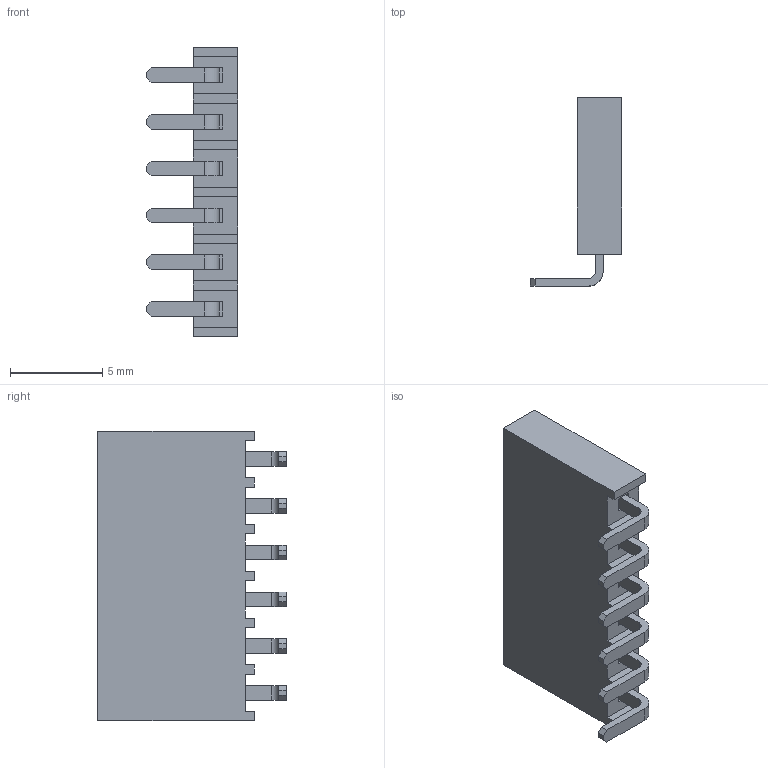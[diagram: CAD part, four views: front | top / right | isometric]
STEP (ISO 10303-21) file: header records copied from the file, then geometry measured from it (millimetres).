
FILE_DESCRIPTION(/* description */ (''),/* implementation_level */ '2;1');
FILE_NAME(/* name */ 'SSW-106-02-X-S-RA_ipt_3b898bb5.STEP',/* time_stamp */ '2024-05-28T14:29:30+01:00',/* author */ ('rlndo'),/* organization */ (''),/* preprocessor_version */ 'ST-DEVELOPER v16.13',/* originating_system */ 'Autodesk Inventor 2018',/* authorisation */ '');
FILE_SCHEMA (('AUTOMOTIVE_DESIGN { 1 0 10303 214 3 1 1 }'));
Length unit declared in the file: millimetre
Products named in the file (1): SSW-106-02-X-S-RA
Bounding box: 4.95 x 10.24 x 15.75 mm (x, y, z)
Volume: 289.6 mm3; surface area: 610.9 mm2
Topology: 1 solids, 1 shells, 198 faces, 504 edges, 320 vertices
Faces by surface type: plane 186, cylinder 12
Entity records: 5854 total; most frequent: CARTESIAN_POINT 1023, ORIENTED_EDGE 1008, DIRECTION 926, EDGE_CURVE 504, LINE 480, VECTOR 480, VERTEX_POINT 320, AXIS2_PLACEMENT_3D 223
